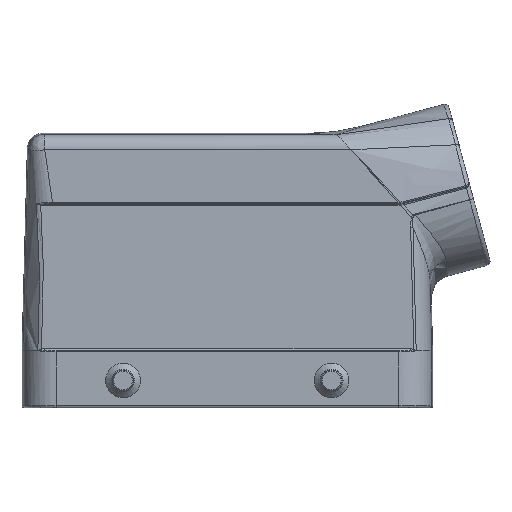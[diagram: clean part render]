
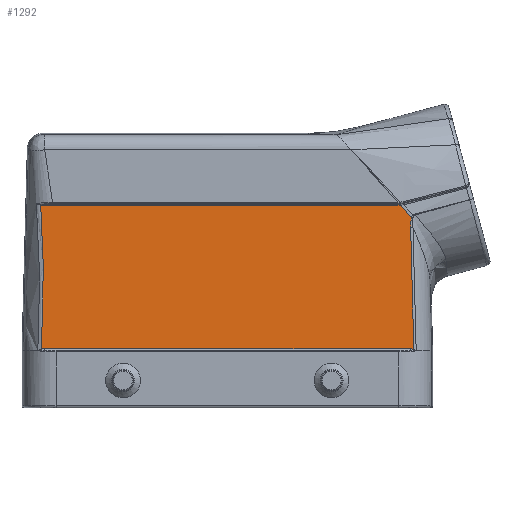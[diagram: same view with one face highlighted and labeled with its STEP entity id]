
A CAD part, front view. The second image highlights one B-rep face of the part: STEP entity #1292.
In plain terms, the highlighted planar face has unit normal (0, -1, 0.015).
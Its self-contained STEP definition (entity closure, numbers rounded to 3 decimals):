
#913=FACE_OUTER_BOUND('',#2167,.T.);
#1292=ADVANCED_FACE('',(#913),#1711,.T.);
#1711=PLANE('',#10299);
#2167=EDGE_LOOP('',(#2823,#2824,#2825,#2826,#2827,#2828,#2829,#2830,#2831,
#2832));
#2823=ORIENTED_EDGE('',*,*,#5298,.T.);
#2824=ORIENTED_EDGE('',*,*,#5299,.T.);
#2825=ORIENTED_EDGE('',*,*,#5300,.T.);
#2826=ORIENTED_EDGE('',*,*,#5301,.T.);
#2827=ORIENTED_EDGE('',*,*,#5302,.T.);
#2828=ORIENTED_EDGE('',*,*,#5303,.T.);
#2829=ORIENTED_EDGE('',*,*,#5304,.T.);
#2830=ORIENTED_EDGE('',*,*,#5305,.T.);
#2831=ORIENTED_EDGE('',*,*,#5306,.T.);
#2832=ORIENTED_EDGE('',*,*,#5307,.T.);
#4715=VERTEX_POINT('',#14506);
#4716=VERTEX_POINT('',#14507);
#4717=VERTEX_POINT('',#14512);
#4718=VERTEX_POINT('',#14514);
#4719=VERTEX_POINT('',#14522);
#4720=VERTEX_POINT('',#14524);
#4721=VERTEX_POINT('',#14529);
#4722=VERTEX_POINT('',#14543);
#4723=VERTEX_POINT('',#14548);
#4724=VERTEX_POINT('',#14550);
#5298=EDGE_CURVE('',#4715,#4716,#6508,.T.);
#5299=EDGE_CURVE('',#4716,#4717,#6509,.T.);
#5300=EDGE_CURVE('',#4717,#4718,#8172,.T.);
#5301=EDGE_CURVE('',#4718,#4719,#6510,.T.);
#5302=EDGE_CURVE('',#4719,#4720,#8173,.T.);
#5303=EDGE_CURVE('',#4720,#4721,#6511,.T.);
#5304=EDGE_CURVE('',#4721,#4722,#6512,.T.);
#5305=EDGE_CURVE('',#4722,#4723,#6513,.T.);
#5306=EDGE_CURVE('',#4723,#4724,#8174,.T.);
#5307=EDGE_CURVE('',#4724,#4715,#6514,.T.);
#6508=B_SPLINE_CURVE_WITH_KNOTS('',3,(#14498,#14499,#14500,#14501,#14502,
#14503,#14504,#14505),.UNSPECIFIED.,.F.,.F.,(4,2,2,4),(0.,0.5,0.75,1.),
 .UNSPECIFIED.);
#6509=B_SPLINE_CURVE_WITH_KNOTS('',3,(#14508,#14509,#14510,#14511),
 .UNSPECIFIED.,.F.,.F.,(4,4),(0.,1.),.UNSPECIFIED.);
#6510=B_SPLINE_CURVE_WITH_KNOTS('',3,(#14515,#14516,#14517,#14518,#14519,
#14520,#14521),.UNSPECIFIED.,.F.,.F.,(4,3,4),(0.,0.371,1.),
 .UNSPECIFIED.);
#6511=B_SPLINE_CURVE_WITH_KNOTS('',3,(#14525,#14526,#14527,#14528),
 .UNSPECIFIED.,.F.,.F.,(4,4),(0.,1.),.UNSPECIFIED.);
#6512=B_SPLINE_CURVE_WITH_KNOTS('',3,(#14530,#14531,#14532,#14533,#14534,
#14535,#14536,#14537,#14538,#14539,#14540,#14541,#14542),.UNSPECIFIED.,
 .F.,.F.,(4,3,3,3,4),(0.,0.254,0.555,0.996,
1.),.UNSPECIFIED.);
#6513=B_SPLINE_CURVE_WITH_KNOTS('',3,(#14544,#14545,#14546,#14547),
 .UNSPECIFIED.,.F.,.F.,(4,4),(0.,1.),.UNSPECIFIED.);
#6514=B_SPLINE_CURVE_WITH_KNOTS('',3,(#14551,#14552,#14553,#14554),
 .UNSPECIFIED.,.F.,.F.,(4,4),(0.,1.),.UNSPECIFIED.);
#8172=LINE('',#14513,#8751);
#8173=LINE('',#14523,#8752);
#8174=LINE('',#14549,#8753);
#8751=VECTOR('',#11138,1.);
#8752=VECTOR('',#11139,1.);
#8753=VECTOR('',#11140,1.);
#10299=AXIS2_PLACEMENT_3D('',#14555,#11141,#11142);
#11138=DIRECTION('',(1.,0.,0.));
#11139=DIRECTION('',(-0.026,0.015,1.));
#11140=DIRECTION('',(-1.,0.,0.));
#11141=DIRECTION('',(0.,-1.,0.015));
#11142=DIRECTION('',(0.,-0.015,-1.));
#14498=CARTESIAN_POINT('',(-42.492,-20.001,37.105));
#14499=CARTESIAN_POINT('',(-42.113,-20.084,31.656));
#14500=CARTESIAN_POINT('',(-41.84,-20.166,26.196));
#14501=CARTESIAN_POINT('',(-41.929,-20.29,18.006));
#14502=CARTESIAN_POINT('',(-42.026,-20.332,15.275));
#14503=CARTESIAN_POINT('',(-42.167,-20.415,9.815));
#14504=CARTESIAN_POINT('',(-42.238,-20.456,7.085));
#14505=CARTESIAN_POINT('',(-42.309,-20.497,4.354));
#14506=CARTESIAN_POINT('',(-42.492,-20.001,37.105));
#14507=CARTESIAN_POINT('',(-42.309,-20.497,4.354));
#14508=CARTESIAN_POINT('',(-42.309,-20.497,4.354));
#14509=CARTESIAN_POINT('',(-42.099,-20.496,4.409));
#14510=CARTESIAN_POINT('',(-41.878,-20.496,4.424));
#14511=CARTESIAN_POINT('',(-41.661,-20.496,4.424));
#14512=CARTESIAN_POINT('',(-41.661,-20.496,4.424));
#14513=CARTESIAN_POINT('',(42.208,-20.496,4.424));
#14514=CARTESIAN_POINT('',(41.661,-20.496,4.424));
#14515=CARTESIAN_POINT('',(41.661,-20.496,4.424));
#14516=CARTESIAN_POINT('',(41.761,-20.496,4.424));
#14517=CARTESIAN_POINT('',(41.862,-20.496,4.421));
#14518=CARTESIAN_POINT('',(41.962,-20.496,4.412));
#14519=CARTESIAN_POINT('',(42.13,-20.497,4.397));
#14520=CARTESIAN_POINT('',(42.3,-20.497,4.368));
#14521=CARTESIAN_POINT('',(42.457,-20.498,4.307));
#14522=CARTESIAN_POINT('',(42.457,-20.498,4.307));
#14523=CARTESIAN_POINT('',(42.466,-20.503,3.981));
#14524=CARTESIAN_POINT('',(41.738,-20.077,32.074));
#14525=CARTESIAN_POINT('',(41.738,-20.077,32.074));
#14526=CARTESIAN_POINT('',(41.718,-20.066,32.818));
#14527=CARTESIAN_POINT('',(41.745,-20.055,33.557));
#14528=CARTESIAN_POINT('',(41.919,-20.044,34.285));
#14529=CARTESIAN_POINT('',(41.919,-20.044,34.285));
#14530=CARTESIAN_POINT('',(41.919,-20.044,34.285));
#14531=CARTESIAN_POINT('',(41.713,-20.04,34.527));
#14532=CARTESIAN_POINT('',(41.507,-20.036,34.768));
#14533=CARTESIAN_POINT('',(41.299,-20.033,35.008));
#14534=CARTESIAN_POINT('',(41.053,-20.029,35.293));
#14535=CARTESIAN_POINT('',(40.806,-20.024,35.576));
#14536=CARTESIAN_POINT('',(40.558,-20.02,35.858));
#14537=CARTESIAN_POINT('',(40.193,-20.014,36.271));
#14538=CARTESIAN_POINT('',(39.826,-20.007,36.682));
#14539=CARTESIAN_POINT('',(39.457,-20.001,37.091));
#14540=CARTESIAN_POINT('',(39.453,-20.001,37.095));
#14541=CARTESIAN_POINT('',(39.45,-20.001,37.099));
#14542=CARTESIAN_POINT('',(39.446,-20.001,37.103));
#14543=CARTESIAN_POINT('',(39.446,-20.001,37.103));
#14544=CARTESIAN_POINT('',(39.446,-20.001,37.103));
#14545=CARTESIAN_POINT('',(39.248,-20.001,37.08));
#14546=CARTESIAN_POINT('',(39.047,-20.002,37.069));
#14547=CARTESIAN_POINT('',(38.848,-20.002,37.069));
#14548=CARTESIAN_POINT('',(38.848,-20.002,37.069));
#14549=CARTESIAN_POINT('',(-42.508,-20.002,37.069));
#14550=CARTESIAN_POINT('',(-42.053,-20.002,37.069));
#14551=CARTESIAN_POINT('',(-42.053,-20.002,37.069));
#14552=CARTESIAN_POINT('',(-42.2,-20.002,37.069));
#14553=CARTESIAN_POINT('',(-42.348,-20.001,37.078));
#14554=CARTESIAN_POINT('',(-42.492,-20.001,37.105));
#14555=CARTESIAN_POINT('',(50.,-20.5,4.176));
